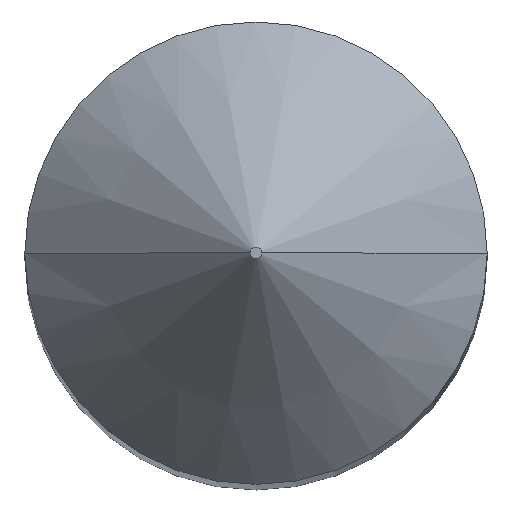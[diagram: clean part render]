
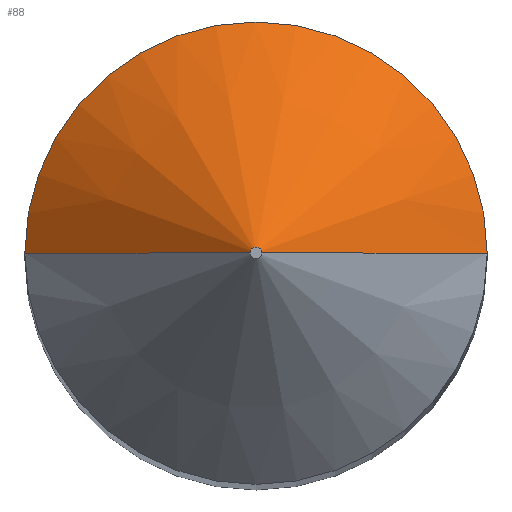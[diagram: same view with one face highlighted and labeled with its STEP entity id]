
A CAD part, top view. The second image highlights one B-rep face of the part: STEP entity #88.
In plain terms, the highlighted conical face has half-angle 45 degrees and reference radius 0.1 mm.
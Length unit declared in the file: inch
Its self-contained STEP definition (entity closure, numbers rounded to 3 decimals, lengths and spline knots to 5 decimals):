
#6 = ORIENTED_EDGE ( 'NONE', *, *, #49, .F. ) ;
#8 = FACE_OUTER_BOUND ( 'NONE', #175, .T. ) ;
#10 = DIRECTION ( 'NONE',  ( 1., 0., 0. ) ) ;
#16 = EDGE_CURVE ( 'NONE', #48, #210, #34, .T. ) ;
#22 = VECTOR ( 'NONE', #192, 39.37008 ) ;
#26 = ORIENTED_EDGE ( 'NONE', *, *, #182, .F. ) ;
#34 = LINE ( 'NONE', #113, #22 ) ;
#48 = VERTEX_POINT ( 'NONE', #65 ) ;
#49 = EDGE_CURVE ( 'NONE', #198, #214, #96, .T. ) ;
#65 = CARTESIAN_POINT ( 'NONE',  ( 0.00394, 0., 2.48032 ) ) ;
#70 = DIRECTION ( 'NONE',  ( -1., 0., 0. ) ) ;
#85 = CIRCLE ( 'NONE', #146, 0.00394 ) ;
#88 = ADVANCED_FACE ( 'NONE', ( #8 ), #129, .T. ) ;
#90 = ORIENTED_EDGE ( 'NONE', *, *, #155, .T. ) ;
#96 = LINE ( 'NONE', #135, #223 ) ;
#97 = DIRECTION ( 'NONE',  ( -0.707, 0., -0.707 ) ) ;
#100 = DIRECTION ( 'NONE',  ( 0., 0., -1. ) ) ;
#113 = CARTESIAN_POINT ( 'NONE',  ( 0.00394, 0., 2.48032 ) ) ;
#120 = AXIS2_PLACEMENT_3D ( 'NONE', #157, #100, #137 ) ;
#129 = CONICAL_SURFACE ( 'NONE', #199, 0.00394, 0.785 ) ;
#135 = CARTESIAN_POINT ( 'NONE',  ( -0.00394, 0., 2.48032 ) ) ;
#137 = DIRECTION ( 'NONE',  ( -1., 0., 0. ) ) ;
#146 = AXIS2_PLACEMENT_3D ( 'NONE', #195, #177, #70 ) ;
#148 = CARTESIAN_POINT ( 'NONE',  ( 0.15748, 0., 2.32677 ) ) ;
#155 = EDGE_CURVE ( 'NONE', #198, #48, #85, .T. ) ;
#156 = ORIENTED_EDGE ( 'NONE', *, *, #16, .T. ) ;
#157 = CARTESIAN_POINT ( 'NONE',  ( 0., 0., 2.32677 ) ) ;
#163 = CARTESIAN_POINT ( 'NONE',  ( 0., 0., 2.48032 ) ) ;
#175 = EDGE_LOOP ( 'NONE', ( #6, #90, #156, #26 ) ) ;
#177 = DIRECTION ( 'NONE',  ( 0., 0., -1. ) ) ;
#182 = EDGE_CURVE ( 'NONE', #214, #210, #203, .T. ) ;
#192 = DIRECTION ( 'NONE',  ( 0.707, 0., -0.707 ) ) ;
#195 = CARTESIAN_POINT ( 'NONE',  ( 0., 0., 2.48032 ) ) ;
#198 = VERTEX_POINT ( 'NONE', #209 ) ;
#199 = AXIS2_PLACEMENT_3D ( 'NONE', #163, #201, #10 ) ;
#201 = DIRECTION ( 'NONE',  ( 0., 0., -1. ) ) ;
#203 = CIRCLE ( 'NONE', #120, 0.15748 ) ;
#209 = CARTESIAN_POINT ( 'NONE',  ( -0.00394, 0., 2.48032 ) ) ;
#210 = VERTEX_POINT ( 'NONE', #148 ) ;
#214 = VERTEX_POINT ( 'NONE', #227 ) ;
#223 = VECTOR ( 'NONE', #97, 39.37008 ) ;
#227 = CARTESIAN_POINT ( 'NONE',  ( -0.15748, 0., 2.32677 ) ) ;
